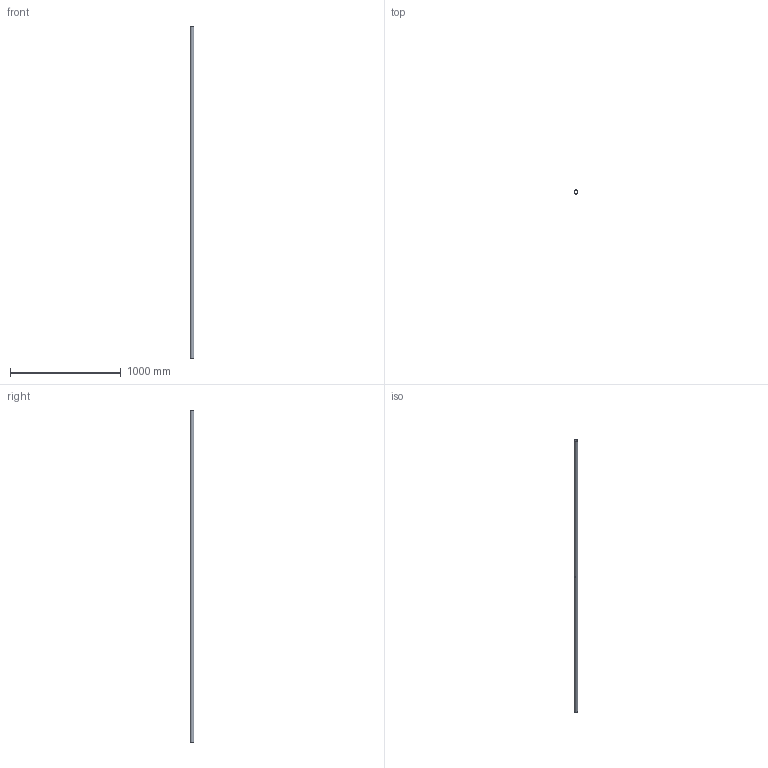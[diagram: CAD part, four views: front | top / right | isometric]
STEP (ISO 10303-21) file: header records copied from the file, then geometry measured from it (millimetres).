
FILE_DESCRIPTION (( 'STEP AP203' ), '1' );
FILE_NAME ('55120-2403M.step', '2024-04-29T09:25:53', ( '' ), ( '' ), 'SwSTEP 2.0', 'SolidWorks 2018', '' );
FILE_SCHEMA (( 'CONFIG_CONTROL_DESIGN' ));
Length unit declared in the file: millimetre
Products named in the file (1): 55120-2403M
Bounding box: 33.7 x 33.7 x 3000 mm (x, y, z)
Volume: 597530.6 mm3; surface area: 597937.3 mm2
Topology: 1 solids, 1 shells, 297 faces, 807 edges, 538 vertices
Faces by surface type: plane 141, bspline 128, cylinder 28
Full cylindrical faces by diameter (mm): 29.7 x1, 33.7 x1
Entity records: 14196 total; most frequent: CARTESIAN_POINT 7507, ORIENTED_EDGE 1610, DIRECTION 963, EDGE_CURVE 805, VERTEX_POINT 538, LINE 395, VECTOR 395, EDGE_LOOP 327
